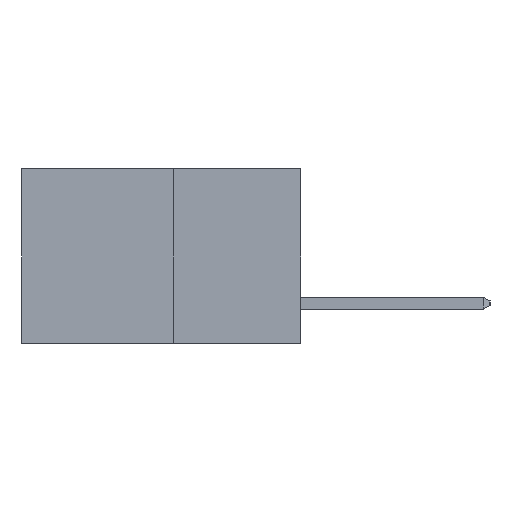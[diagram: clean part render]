
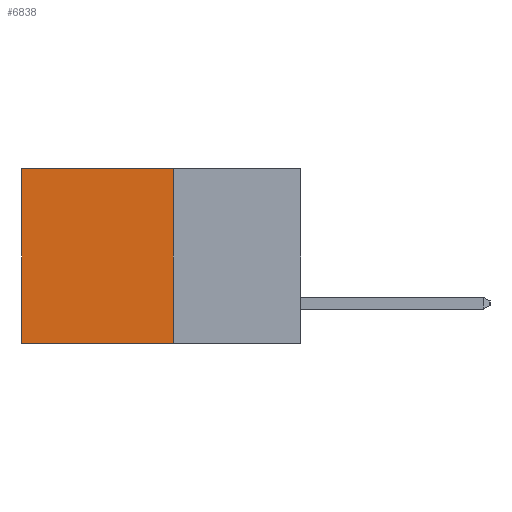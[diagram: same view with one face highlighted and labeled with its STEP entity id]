
A CAD part, left-side view. The second image highlights one B-rep face of the part: STEP entity #6838.
In plain terms, the highlighted planar face has unit normal (-1, 0, 0).
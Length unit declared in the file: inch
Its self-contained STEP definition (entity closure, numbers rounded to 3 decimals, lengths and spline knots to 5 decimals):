
#8 = PLANE ( 'NONE',  #773 ) ;
#109 = CARTESIAN_POINT ( 'NONE',  ( 0.277, 0.59, -0.37 ) ) ;
#515 = ORIENTED_EDGE ( 'NONE', *, *, #7198, .T. ) ;
#639 = CARTESIAN_POINT ( 'NONE',  ( 0.277, 0.27, -0.37 ) ) ;
#700 = CARTESIAN_POINT ( 'NONE',  ( 0.277, 0.27, -0.37 ) ) ;
#773 = AXIS2_PLACEMENT_3D ( 'NONE', #639, #13041, #13033 ) ;
#1916 = DIRECTION ( 'NONE',  ( 0., 1., 0. ) ) ;
#1957 = CARTESIAN_POINT ( 'NONE',  ( 0.277, 0.59, -0.37 ) ) ;
#2543 = VECTOR ( 'NONE', #6625, 39.37008 ) ;
#2843 = LINE ( 'NONE', #6673, #2543 ) ;
#3046 = EDGE_CURVE ( 'NONE', #11937, #3613, #9183, .T. ) ;
#3613 = VERTEX_POINT ( 'NONE', #1957 ) ;
#3670 = VECTOR ( 'NONE', #4202, 39.37008 ) ;
#4202 = DIRECTION ( 'NONE',  ( 0., 0., -1. ) ) ;
#4612 = EDGE_CURVE ( 'NONE', #6153, #3613, #9595, .T. ) ;
#4767 = EDGE_CURVE ( 'NONE', #11736, #11937, #12634, .T. ) ;
#5933 = CARTESIAN_POINT ( 'NONE',  ( 0.277, 0.27, -0.37 ) ) ;
#6153 = VERTEX_POINT ( 'NONE', #10690 ) ;
#6580 = VECTOR ( 'NONE', #1916, 39.37008 ) ;
#6625 = DIRECTION ( 'NONE',  ( 0., 1., 0. ) ) ;
#6673 = CARTESIAN_POINT ( 'NONE',  ( 0.277, 0.27, 0. ) ) ;
#6688 = FACE_OUTER_BOUND ( 'NONE', #12172, .T. ) ;
#6838 = ADVANCED_FACE ( 'NONE', ( #6688 ), #8, .F. ) ;
#7198 = EDGE_CURVE ( 'NONE', #11736, #6153, #2843, .T. ) ;
#9183 = LINE ( 'NONE', #700, #6580 ) ;
#9595 = LINE ( 'NONE', #109, #3670 ) ;
#9734 = VECTOR ( 'NONE', #10718, 39.37008 ) ;
#10050 = ORIENTED_EDGE ( 'NONE', *, *, #4767, .F. ) ;
#10119 = CARTESIAN_POINT ( 'NONE',  ( 0.277, 0.27, 0. ) ) ;
#10439 = CARTESIAN_POINT ( 'NONE',  ( 0.277, 0.27, -0.37 ) ) ;
#10690 = CARTESIAN_POINT ( 'NONE',  ( 0.277, 0.59, 0. ) ) ;
#10718 = DIRECTION ( 'NONE',  ( 0., 0., -1. ) ) ;
#11235 = ORIENTED_EDGE ( 'NONE', *, *, #3046, .F. ) ;
#11736 = VERTEX_POINT ( 'NONE', #10119 ) ;
#11937 = VERTEX_POINT ( 'NONE', #5933 ) ;
#12172 = EDGE_LOOP ( 'NONE', ( #12424, #11235, #10050, #515 ) ) ;
#12424 = ORIENTED_EDGE ( 'NONE', *, *, #4612, .T. ) ;
#12634 = LINE ( 'NONE', #10439, #9734 ) ;
#13033 = DIRECTION ( 'NONE',  ( 0., 0., -1. ) ) ;
#13041 = DIRECTION ( 'NONE',  ( 1., 0., 0. ) ) ;
